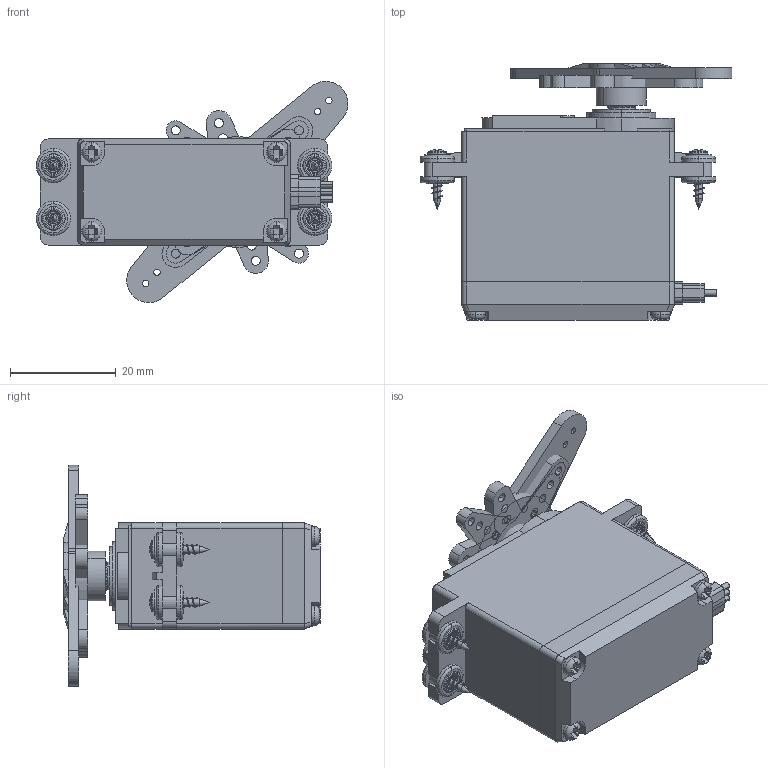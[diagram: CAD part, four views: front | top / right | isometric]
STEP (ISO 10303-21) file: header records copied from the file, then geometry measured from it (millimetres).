
FILE_DESCRIPTION (( 'STEP AP203' ), '1' );
FILE_NAME ('FS5109M_Ensemble servo.STEP', '2022-01-21T16:42:51', ( '' ), ( '' ), 'SwSTEP 2.0', 'SolidWorks 2014', '' );
FILE_SCHEMA (( 'CONFIG_CONTROL_DESIGN' ));
Length unit declared in the file: millimetre
Products named in the file (15): FS5109M_vis servo 2 x 10_ISO 7045 - M2 x 10 - Z --- 10N; FS5109M_palo 2B; FS5109M_Ensemble servo; FS5109M_palo 4; FS5109M_Ensemble silent-bloc; FS5109M_palo C; FS5109M_corps; FS5109M_vis arbre M3 x 6_vis arbre M3 x 6; FS5109M_Ensemble corps; FS5109M_silent-bloc_douille; FS5109M_palo 2S; FS5109M_palo 6; FS5109M_silent-bloc; FS5109M_arbre; FS5109M_Ensemble arbre_2S
Assembly tree (20 placements, depth 4):
  FS5109M_Ensemble servo
    FS5109M_Ensemble corps
      FS5109M_corps
      FS5109M_Ensemble silent-bloc  x4
        FS5109M_silent-bloc
        FS5109M_silent-bloc_douille
      FS5109M_vis servo 2 x 10_ISO 7045 - M2 x 10 - Z --- 10N  x4
    FS5109M_Ensemble arbre_2S
      FS5109M_arbre
      FS5109M_vis arbre M3 x 6_vis arbre M3 x 6
      FS5109M_palo 2S
      FS5109M_palo 2B
      FS5109M_palo C
      FS5109M_palo 4
      FS5109M_palo 6
Bounding box: 59.04 x 48.5 x 41.87 mm (x, y, z)
Volume: 36191.7 mm3; surface area: 18924.7 mm2
Topology: 25 solids, 25 shells, 1772 faces, 4710 edges, 3031 vertices
Faces by surface type: cylinder 789, plane 753, cone 118, torus 94, sphere 10, bspline 8
Entity records: 50049 total; most frequent: CARTESIAN_POINT 10766, DIRECTION 8007, ORIENTED_EDGE 7864, EDGE_CURVE 3932, AXIS2_PLACEMENT_3D 2918, VERTEX_POINT 2578, VECTOR 2171, LINE 2171
